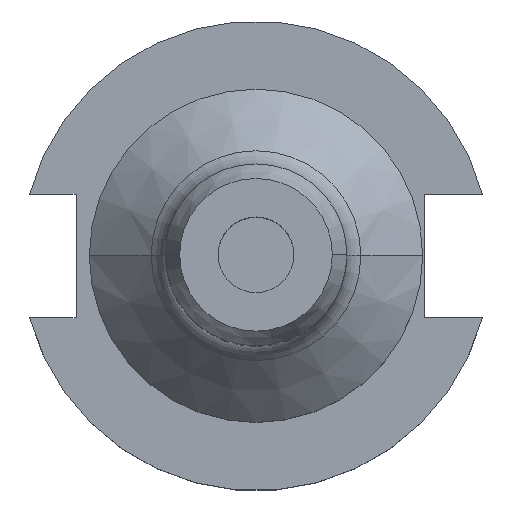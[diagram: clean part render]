
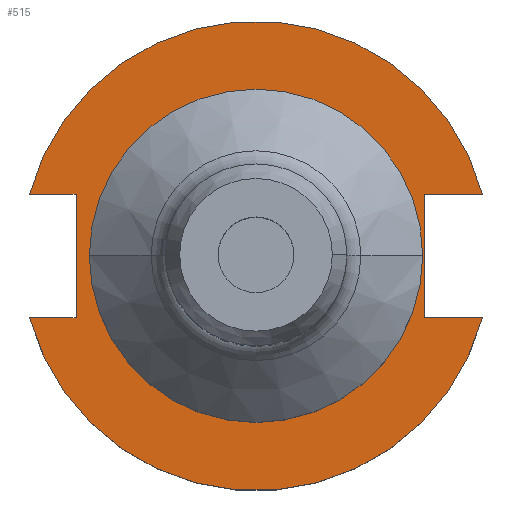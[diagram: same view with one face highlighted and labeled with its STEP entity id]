
A CAD part, top view. The second image highlights one B-rep face of the part: STEP entity #515.
In plain terms, the highlighted planar face has unit normal (0, 0, 1).
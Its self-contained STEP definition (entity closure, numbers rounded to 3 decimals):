
#37 = ORIENTED_EDGE ( 'NONE', *, *, #1495, .T. ) ;
#46 = CARTESIAN_POINT ( 'NONE',  ( 0., 0., 19.05 ) ) ;
#53 = VECTOR ( 'NONE', #1550, 1000. ) ;
#106 = EDGE_LOOP ( 'NONE', ( #538, #1165 ) ) ;
#128 = ORIENTED_EDGE ( 'NONE', *, *, #1608, .F. ) ;
#193 = CARTESIAN_POINT ( 'NONE',  ( -37.719, 12.954, 19.05 ) ) ;
#267 = CARTESIAN_POINT ( 'NONE',  ( -63.719, -12.954, 19.05 ) ) ;
#279 = FACE_BOUND ( 'NONE', #106, .T. ) ;
#283 = VERTEX_POINT ( 'NONE', #496 ) ;
#287 = DIRECTION ( 'NONE',  ( 0., 0., 1. ) ) ;
#300 = EDGE_CURVE ( 'NONE', #1576, #573, #1232, .T. ) ;
#304 = AXIS2_PLACEMENT_3D ( 'NONE', #428, #1226, #824 ) ;
#309 = PLANE ( 'NONE',  #304 ) ;
#338 = CARTESIAN_POINT ( 'NONE',  ( 35.306, -12.954, 19.05 ) ) ;
#342 = AXIS2_PLACEMENT_3D ( 'NONE', #46, #1347, #950 ) ;
#428 = CARTESIAN_POINT ( 'NONE',  ( 0., 49.212, 19.05 ) ) ;
#452 = EDGE_CURVE ( 'NONE', #283, #624, #1452, .T. ) ;
#481 = CARTESIAN_POINT ( 'NONE',  ( -37.719, 12.954, 19.05 ) ) ;
#495 = VECTOR ( 'NONE', #836, 1000. ) ;
#496 = CARTESIAN_POINT ( 'NONE',  ( 35.306, 12.954, 19.05 ) ) ;
#501 = CARTESIAN_POINT ( 'NONE',  ( -37.719, -12.954, 19.05 ) ) ;
#504 = VERTEX_POINT ( 'NONE', #1033 ) ;
#513 = VERTEX_POINT ( 'NONE', #1578 ) ;
#515 = ADVANCED_FACE ( 'NONE', ( #279, #1358 ), #309, .T. ) ;
#516 = EDGE_CURVE ( 'NONE', #1333, #1060, #1026, .T. ) ;
#538 = ORIENTED_EDGE ( 'NONE', *, *, #1391, .F. ) ;
#545 = DIRECTION ( 'NONE',  ( 1., 0., 0. ) ) ;
#564 = VECTOR ( 'NONE', #1051, 1000. ) ;
#573 = VERTEX_POINT ( 'NONE', #193 ) ;
#624 = VERTEX_POINT ( 'NONE', #338 ) ;
#673 = CIRCLE ( 'NONE', #1670, 34.925 ) ;
#714 = CIRCLE ( 'NONE', #1416, 34.925 ) ;
#716 = CARTESIAN_POINT ( 'NONE',  ( 0., 0., 19.05 ) ) ;
#717 = LINE ( 'NONE', #935, #1616 ) ;
#726 = CARTESIAN_POINT ( 'NONE',  ( 47.477, -12.954, 19.05 ) ) ;
#819 = CARTESIAN_POINT ( 'NONE',  ( -47.477, 12.954, 19.05 ) ) ;
#824 = DIRECTION ( 'NONE',  ( 1., 0., 0. ) ) ;
#828 = CARTESIAN_POINT ( 'NONE',  ( 47.477, 12.954, 19.05 ) ) ;
#836 = DIRECTION ( 'NONE',  ( -1., 0., 0. ) ) ;
#842 = VERTEX_POINT ( 'NONE', #828 ) ;
#846 = LINE ( 'NONE', #1214, #495 ) ;
#867 = VERTEX_POINT ( 'NONE', #819 ) ;
#891 = VECTOR ( 'NONE', #1384, 1000. ) ;
#895 = EDGE_CURVE ( 'NONE', #842, #283, #717, .T. ) ;
#935 = CARTESIAN_POINT ( 'NONE',  ( 35.306, 12.954, 19.05 ) ) ;
#950 = DIRECTION ( 'NONE',  ( 1., 0., 0. ) ) ;
#1026 = CIRCLE ( 'NONE', #1579, 49.212 ) ;
#1033 = CARTESIAN_POINT ( 'NONE',  ( 34.925, 0., 19.05 ) ) ;
#1051 = DIRECTION ( 'NONE',  ( 1., 0., 0. ) ) ;
#1060 = VERTEX_POINT ( 'NONE', #726 ) ;
#1065 = ORIENTED_EDGE ( 'NONE', *, *, #516, .T. ) ;
#1125 = VECTOR ( 'NONE', #1303, 1000. ) ;
#1151 = CARTESIAN_POINT ( 'NONE',  ( 35.306, 12.954, 19.05 ) ) ;
#1165 = ORIENTED_EDGE ( 'NONE', *, *, #1332, .F. ) ;
#1180 = EDGE_CURVE ( 'NONE', #1333, #1576, #1258, .T. ) ;
#1188 = DIRECTION ( 'NONE',  ( -1., 0., 0. ) ) ;
#1214 = CARTESIAN_POINT ( 'NONE',  ( -63.719, 12.954, 19.05 ) ) ;
#1226 = DIRECTION ( 'NONE',  ( 0., 0., 1. ) ) ;
#1232 = LINE ( 'NONE', #481, #891 ) ;
#1258 = LINE ( 'NONE', #267, #564 ) ;
#1274 = CIRCLE ( 'NONE', #342, 49.212 ) ;
#1303 = DIRECTION ( 'NONE',  ( 1., 0., 0. ) ) ;
#1307 = ORIENTED_EDGE ( 'NONE', *, *, #895, .F. ) ;
#1323 = CARTESIAN_POINT ( 'NONE',  ( 35.306, -12.954, 19.05 ) ) ;
#1332 = EDGE_CURVE ( 'NONE', #513, #504, #714, .T. ) ;
#1333 = VERTEX_POINT ( 'NONE', #1448 ) ;
#1347 = DIRECTION ( 'NONE',  ( 0., 0., 1. ) ) ;
#1358 = FACE_OUTER_BOUND ( 'NONE', #1378, .T. ) ;
#1378 = EDGE_LOOP ( 'NONE', ( #1065, #128, #1631, #1307, #37, #1694, #1629, #1517 ) ) ;
#1384 = DIRECTION ( 'NONE',  ( 0., 1., 0. ) ) ;
#1391 = EDGE_CURVE ( 'NONE', #504, #513, #673, .T. ) ;
#1416 = AXIS2_PLACEMENT_3D ( 'NONE', #1544, #1574, #1669 ) ;
#1448 = CARTESIAN_POINT ( 'NONE',  ( -47.477, -12.954, 19.05 ) ) ;
#1452 = LINE ( 'NONE', #1151, #53 ) ;
#1457 = LINE ( 'NONE', #1323, #1125 ) ;
#1495 = EDGE_CURVE ( 'NONE', #842, #867, #1274, .T. ) ;
#1517 = ORIENTED_EDGE ( 'NONE', *, *, #1180, .F. ) ;
#1544 = CARTESIAN_POINT ( 'NONE',  ( 0., 0., 19.05 ) ) ;
#1547 = EDGE_CURVE ( 'NONE', #573, #867, #846, .T. ) ;
#1550 = DIRECTION ( 'NONE',  ( 0., -1., 0. ) ) ;
#1565 = CARTESIAN_POINT ( 'NONE',  ( 0., 0., 19.05 ) ) ;
#1574 = DIRECTION ( 'NONE',  ( 0., 0., 1. ) ) ;
#1576 = VERTEX_POINT ( 'NONE', #501 ) ;
#1578 = CARTESIAN_POINT ( 'NONE',  ( -34.925, 0., 19.05 ) ) ;
#1579 = AXIS2_PLACEMENT_3D ( 'NONE', #716, #287, #1621 ) ;
#1608 = EDGE_CURVE ( 'NONE', #624, #1060, #1457, .T. ) ;
#1616 = VECTOR ( 'NONE', #1188, 1000. ) ;
#1621 = DIRECTION ( 'NONE',  ( 1., 0., 0. ) ) ;
#1629 = ORIENTED_EDGE ( 'NONE', *, *, #300, .F. ) ;
#1631 = ORIENTED_EDGE ( 'NONE', *, *, #452, .F. ) ;
#1669 = DIRECTION ( 'NONE',  ( 1., 0., 0. ) ) ;
#1670 = AXIS2_PLACEMENT_3D ( 'NONE', #1565, #1690, #545 ) ;
#1690 = DIRECTION ( 'NONE',  ( 0., 0., 1. ) ) ;
#1694 = ORIENTED_EDGE ( 'NONE', *, *, #1547, .F. ) ;
